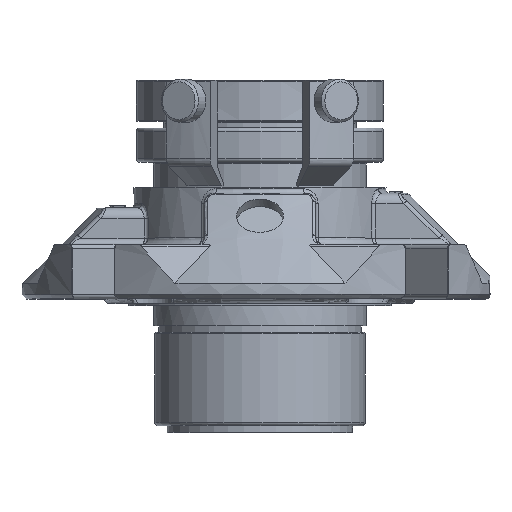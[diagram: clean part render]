
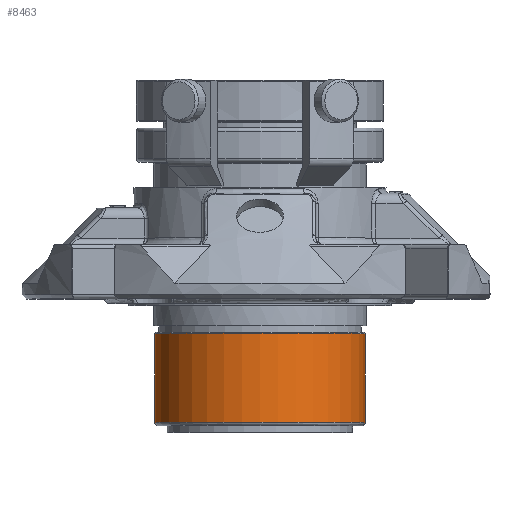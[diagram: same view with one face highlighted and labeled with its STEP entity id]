
A CAD part, top view. The second image highlights one B-rep face of the part: STEP entity #8463.
In plain terms, the highlighted cylindrical face has radius 24.486 mm (diameter 48.971 mm), a full revolution.
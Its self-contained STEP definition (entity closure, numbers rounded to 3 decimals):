
#2226=ORIENTED_EDGE('',*,*,#4616,.T.);
#2227=ORIENTED_EDGE('',*,*,#4615,.T.);
#4615=EDGE_CURVE('',#5846,#5846,#6619,.F.);
#4616=EDGE_CURVE('',#5847,#5847,#6620,.F.);
#5846=VERTEX_POINT('',#12905);
#5847=VERTEX_POINT('',#12908);
#6619=CIRCLE('',#9118,24.486);
#6620=CIRCLE('',#9120,24.486);
#7106=EDGE_LOOP('',(#2226));
#7107=EDGE_LOOP('',(#2227));
#7734=FACE_BOUND('',#7106,.T.);
#7735=FACE_BOUND('',#7107,.T.);
#8242=CYLINDRICAL_SURFACE('',#9119,24.486);
#8463=ADVANCED_FACE('',(#7734,#7735),#8242,.T.);
#9118=AXIS2_PLACEMENT_3D('',#12904,#10286,#10287);
#9119=AXIS2_PLACEMENT_3D('',#12906,#10288,#10289);
#9120=AXIS2_PLACEMENT_3D('',#12907,#10290,#10291);
#10286=DIRECTION('',(0.,1.,0.));
#10287=DIRECTION('',(-1.,0.,0.));
#10288=DIRECTION('',(0.,1.,0.));
#10289=DIRECTION('',(-1.,0.,0.));
#10290=DIRECTION('',(0.,-1.,0.));
#10291=DIRECTION('',(1.,0.,0.));
#12904=CARTESIAN_POINT('',(0.,-14.257,0.));
#12905=CARTESIAN_POINT('',(-24.486,-14.257,0.));
#12906=CARTESIAN_POINT('',(0.,35.126,0.));
#12907=CARTESIAN_POINT('',(0.,-34.983,0.));
#12908=CARTESIAN_POINT('',(24.486,-34.983,0.));
